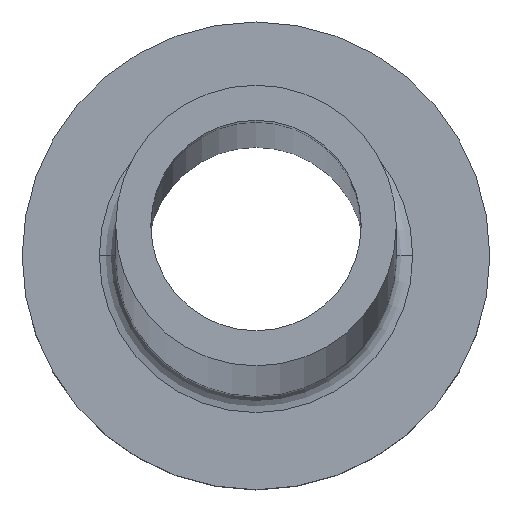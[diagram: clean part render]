
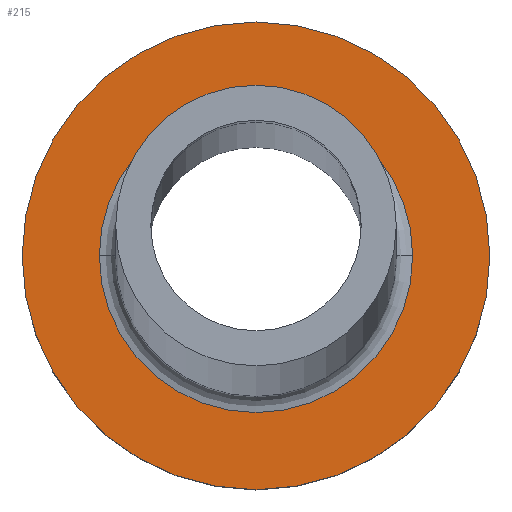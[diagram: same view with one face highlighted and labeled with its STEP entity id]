
A CAD part, top view. The second image highlights one B-rep face of the part: STEP entity #215.
In plain terms, the highlighted planar face has unit normal (0, 0, 1).
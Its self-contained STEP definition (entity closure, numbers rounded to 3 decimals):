
#4 = CARTESIAN_POINT ( 'NONE',  ( 6.7, 0., 7. ) ) ;
#7 = EDGE_CURVE ( 'NONE', #382, #440, #67, .T. ) ;
#28 = AXIS2_PLACEMENT_3D ( 'NONE', #309, #92, #312 ) ;
#29 = CIRCLE ( 'NONE', #331, 6.7 ) ;
#41 = CARTESIAN_POINT ( 'NONE',  ( -6.7, 0., 7. ) ) ;
#51 = ORIENTED_EDGE ( 'NONE', *, *, #254, .T. ) ;
#56 = DIRECTION ( 'NONE',  ( 1., 0., 0. ) ) ;
#58 = PLANE ( 'NONE',  #236 ) ;
#65 = DIRECTION ( 'NONE',  ( 0., 0., 1. ) ) ;
#67 = CIRCLE ( 'NONE', #298, 6.7 ) ;
#69 = CARTESIAN_POINT ( 'NONE',  ( 0., 0., 7. ) ) ;
#70 = ORIENTED_EDGE ( 'NONE', *, *, #308, .T. ) ;
#88 = CARTESIAN_POINT ( 'NONE',  ( 10., 0., 7. ) ) ;
#92 = DIRECTION ( 'NONE',  ( 0., 0., 1. ) ) ;
#122 = AXIS2_PLACEMENT_3D ( 'NONE', #69, #65, #389 ) ;
#125 = DIRECTION ( 'NONE',  ( 0., 0., -1. ) ) ;
#126 = DIRECTION ( 'NONE',  ( 1., 0., 0. ) ) ;
#130 = CIRCLE ( 'NONE', #122, 10. ) ;
#138 = FACE_OUTER_BOUND ( 'NONE', #352, .T. ) ;
#172 = CARTESIAN_POINT ( 'NONE',  ( -10., 0., 7. ) ) ;
#182 = VERTEX_POINT ( 'NONE', #88 ) ;
#197 = VERTEX_POINT ( 'NONE', #172 ) ;
#199 = EDGE_LOOP ( 'NONE', ( #232, #458 ) ) ;
#215 = ADVANCED_FACE ( 'NONE', ( #448, #138 ), #58, .T. ) ;
#232 = ORIENTED_EDGE ( 'NONE', *, *, #7, .T. ) ;
#236 = AXIS2_PLACEMENT_3D ( 'NONE', #281, #278, #454 ) ;
#254 = EDGE_CURVE ( 'NONE', #197, #182, #428, .T. ) ;
#278 = DIRECTION ( 'NONE',  ( 0., 0., 1. ) ) ;
#281 = CARTESIAN_POINT ( 'NONE',  ( 0., 0., 7. ) ) ;
#287 = CARTESIAN_POINT ( 'NONE',  ( 0., 0., 7. ) ) ;
#298 = AXIS2_PLACEMENT_3D ( 'NONE', #299, #125, #56 ) ;
#299 = CARTESIAN_POINT ( 'NONE',  ( 0., 0., 7. ) ) ;
#308 = EDGE_CURVE ( 'NONE', #182, #197, #130, .T. ) ;
#309 = CARTESIAN_POINT ( 'NONE',  ( 0., 0., 7. ) ) ;
#312 = DIRECTION ( 'NONE',  ( 1., 0., 0. ) ) ;
#331 = AXIS2_PLACEMENT_3D ( 'NONE', #287, #403, #126 ) ;
#352 = EDGE_LOOP ( 'NONE', ( #51, #70 ) ) ;
#382 = VERTEX_POINT ( 'NONE', #4 ) ;
#389 = DIRECTION ( 'NONE',  ( 1., 0., 0. ) ) ;
#403 = DIRECTION ( 'NONE',  ( 0., 0., -1. ) ) ;
#404 = EDGE_CURVE ( 'NONE', #440, #382, #29, .T. ) ;
#428 = CIRCLE ( 'NONE', #28, 10. ) ;
#440 = VERTEX_POINT ( 'NONE', #41 ) ;
#448 = FACE_BOUND ( 'NONE', #199, .T. ) ;
#454 = DIRECTION ( 'NONE',  ( 1., 0., 0. ) ) ;
#458 = ORIENTED_EDGE ( 'NONE', *, *, #404, .T. ) ;
